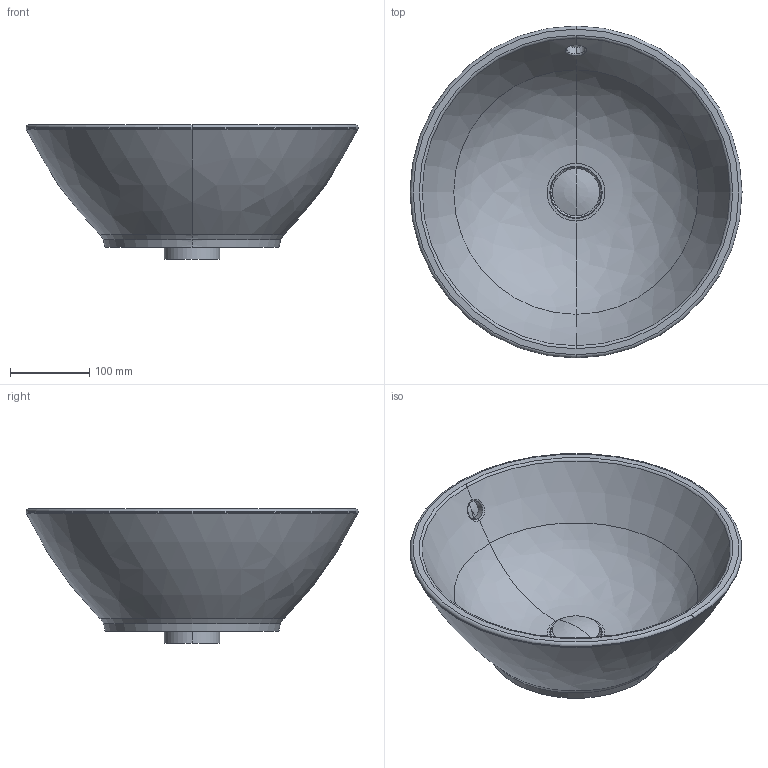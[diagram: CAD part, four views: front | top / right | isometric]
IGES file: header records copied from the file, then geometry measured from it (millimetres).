
Global section: file name: No Iges File Name specified; native system: AutoDesk Inventor R11.0; preprocessor: AutoDesk Inventor Iges Exporter R11.0; author: No Author specified; organization: No Organization specified; date: 20080204.193654; units: millimetre
Bounding box: 420 x 420 x 170 mm (x, y, z)
Volume: 3669126.7 mm3; surface area: 468551.3 mm2
Topology: 3 solids, 3 shells, 84 faces, 214 edges, 138 vertices
Faces by surface type: plane 19, cylinder 17, revolution 17, torus 14, bspline 13, cone 4
